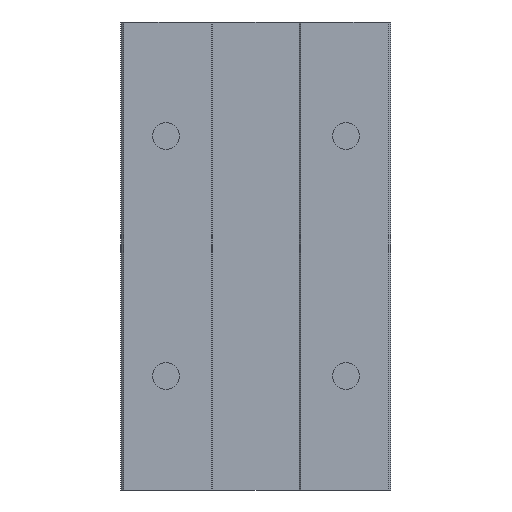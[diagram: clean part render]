
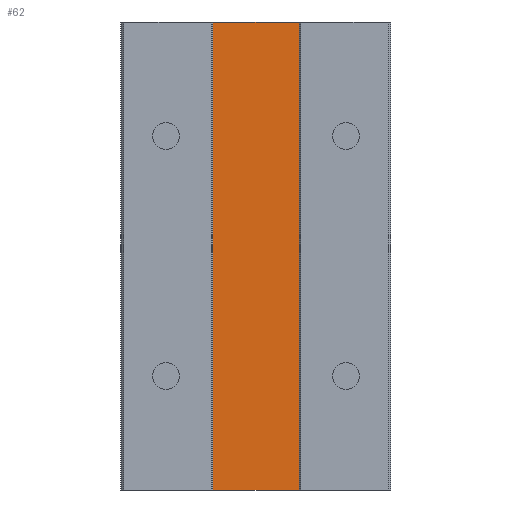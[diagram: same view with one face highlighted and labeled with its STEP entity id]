
A CAD part, front view. The second image highlights one B-rep face of the part: STEP entity #62.
In plain terms, the highlighted planar face has unit normal (0, -1, 0).
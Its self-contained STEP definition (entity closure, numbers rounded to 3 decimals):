
#62 = ADVANCED_FACE ( 'NONE', ( #411 ), #2016, .T. ) ;
#377 = VERTEX_POINT ( 'NONE', #1132 ) ;
#411 = FACE_OUTER_BOUND ( 'NONE', #1666, .T. ) ;
#519 = LINE ( 'NONE', #1383, #528 ) ;
#528 = VECTOR ( 'NONE', #1388, 1000. ) ;
#685 = LINE ( 'NONE', #1019, #721 ) ;
#721 = VECTOR ( 'NONE', #1025, 1000. ) ;
#726 = LINE ( 'NONE', #1030, #727 ) ;
#727 = VECTOR ( 'NONE', #1031, 1000. ) ;
#728 = LINE ( 'NONE', #1032, #729 ) ;
#729 = VECTOR ( 'NONE', #1033, 1000. ) ;
#798 = VERTEX_POINT ( 'NONE', #1141 ) ;
#814 = VERTEX_POINT ( 'NONE', #1157 ) ;
#1019 = CARTESIAN_POINT ( 'NONE',  ( 14.4, 0.45, -156. ) ) ;
#1025 = DIRECTION ( 'NONE',  ( 0., 0., 1. ) ) ;
#1030 = CARTESIAN_POINT ( 'NONE',  ( -14.4, 0.45, -156. ) ) ;
#1031 = DIRECTION ( 'NONE',  ( 0., 0., 1. ) ) ;
#1032 = CARTESIAN_POINT ( 'NONE',  ( -14.4, 0.45, 0. ) ) ;
#1033 = DIRECTION ( 'NONE',  ( 1., 0., 0. ) ) ;
#1132 = CARTESIAN_POINT ( 'NONE',  ( 14.4, 0.45, -156. ) ) ;
#1141 = CARTESIAN_POINT ( 'NONE',  ( 14.4, 0.45, 0. ) ) ;
#1157 = CARTESIAN_POINT ( 'NONE',  ( -14.4, 0.45, 0. ) ) ;
#1172 = CARTESIAN_POINT ( 'NONE',  ( -14.4, 0.45, -156. ) ) ;
#1383 = CARTESIAN_POINT ( 'NONE',  ( -14.4, 0.45, -156. ) ) ;
#1388 = DIRECTION ( 'NONE',  ( 1., 0., 0. ) ) ;
#1483 = ORIENTED_EDGE ( 'NONE', *, *, #2417, .F. ) ;
#1484 = ORIENTED_EDGE ( 'NONE', *, *, #2416, .F. ) ;
#1485 = ORIENTED_EDGE ( 'NONE', *, *, #2303, .T. ) ;
#1486 = ORIENTED_EDGE ( 'NONE', *, *, #2413, .T. ) ;
#1666 = EDGE_LOOP ( 'NONE', ( #1483, #1484, #1485, #1486 ) ) ;
#1793 = VERTEX_POINT ( 'NONE', #1172 ) ;
#2016 = PLANE ( 'NONE',  #2502 ) ;
#2019 = CARTESIAN_POINT ( 'NONE',  ( -14.4, 0.45, -156. ) ) ;
#2025 = DIRECTION ( 'NONE',  ( 0., -1., 0. ) ) ;
#2026 = DIRECTION ( 'NONE',  ( 0., 0., -1. ) ) ;
#2303 = EDGE_CURVE ( 'NONE', #1793, #377, #519, .T. ) ;
#2413 = EDGE_CURVE ( 'NONE', #377, #798, #685, .T. ) ;
#2416 = EDGE_CURVE ( 'NONE', #1793, #814, #726, .T. ) ;
#2417 = EDGE_CURVE ( 'NONE', #814, #798, #728, .T. ) ;
#2502 = AXIS2_PLACEMENT_3D ( 'NONE', #2019, #2025, #2026 ) ;
